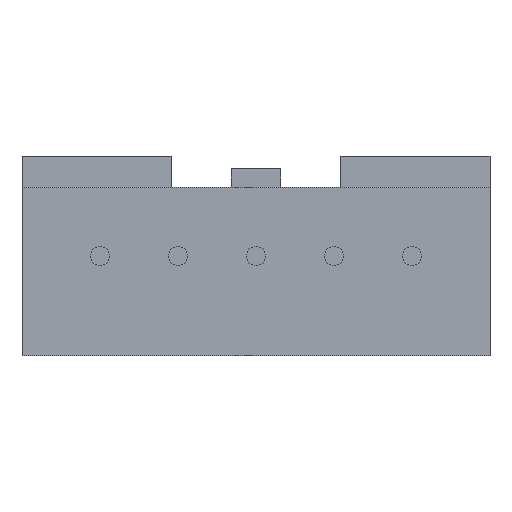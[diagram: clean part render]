
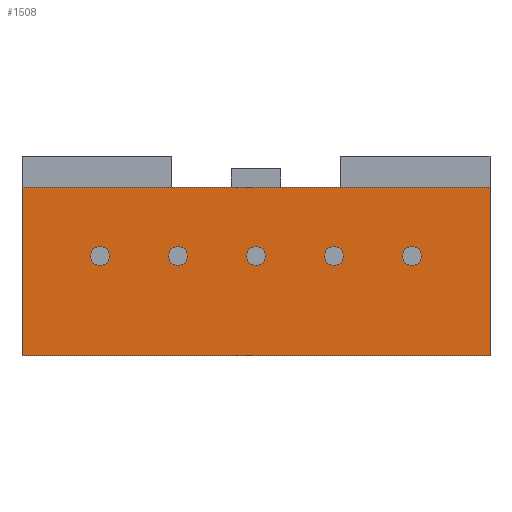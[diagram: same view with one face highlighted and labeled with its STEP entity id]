
A CAD part, front view. The second image highlights one B-rep face of the part: STEP entity #1508.
In plain terms, the highlighted planar face has unit normal (0, -1, 0).
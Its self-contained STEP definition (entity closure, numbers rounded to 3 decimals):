
#20 = VERTEX_POINT ( 'NONE', #999 ) ;
#27 = CARTESIAN_POINT ( 'NONE',  ( 0., 0., -0.3 ) ) ;
#44 = CARTESIAN_POINT ( 'NONE',  ( -5., 0., 0. ) ) ;
#74 = EDGE_LOOP ( 'NONE', ( #556, #1822 ) ) ;
#97 = FACE_BOUND ( 'NONE', #1879, .T. ) ;
#111 = DIRECTION ( 'NONE',  ( 0., 0., 1. ) ) ;
#125 = VERTEX_POINT ( 'NONE', #1767 ) ;
#126 = DIRECTION ( 'NONE',  ( -1., 0., 0. ) ) ;
#133 = VECTOR ( 'NONE', #1800, 1000. ) ;
#134 = CARTESIAN_POINT ( 'NONE',  ( -7.5, 0., 2.2 ) ) ;
#162 = DIRECTION ( 'NONE',  ( 0., 0., 1. ) ) ;
#180 = AXIS2_PLACEMENT_3D ( 'NONE', #2107, #1384, #111 ) ;
#279 = DIRECTION ( 'NONE',  ( 0., 0., 1. ) ) ;
#302 = PLANE ( 'NONE',  #938 ) ;
#361 = CARTESIAN_POINT ( 'NONE',  ( 2.5, 0., -0.3 ) ) ;
#387 = EDGE_CURVE ( 'NONE', #1360, #870, #1942, .T. ) ;
#428 = EDGE_CURVE ( 'NONE', #1360, #646, #887, .T. ) ;
#466 = FACE_BOUND ( 'NONE', #1183, .T. ) ;
#487 = ORIENTED_EDGE ( 'NONE', *, *, #1201, .F. ) ;
#500 = CARTESIAN_POINT ( 'NONE',  ( -5., 0., -0.3 ) ) ;
#503 = VERTEX_POINT ( 'NONE', #27 ) ;
#530 = VERTEX_POINT ( 'NONE', #2002 ) ;
#553 = CARTESIAN_POINT ( 'NONE',  ( 7.5, 0., 3.2 ) ) ;
#556 = ORIENTED_EDGE ( 'NONE', *, *, #1681, .F. ) ;
#597 = ORIENTED_EDGE ( 'NONE', *, *, #428, .F. ) ;
#598 = CARTESIAN_POINT ( 'NONE',  ( -7.5, 0., 3.2 ) ) ;
#616 = CARTESIAN_POINT ( 'NONE',  ( -2.5, 0., 0. ) ) ;
#617 = DIRECTION ( 'NONE',  ( 1., 0., 0. ) ) ;
#626 = VECTOR ( 'NONE', #1310, 1000. ) ;
#636 = DIRECTION ( 'NONE',  ( 0., -1., 0. ) ) ;
#646 = VERTEX_POINT ( 'NONE', #1534 ) ;
#651 = VERTEX_POINT ( 'NONE', #1164 ) ;
#666 = FACE_BOUND ( 'NONE', #1729, .T. ) ;
#677 = CARTESIAN_POINT ( 'NONE',  ( 2.5, 0., 0. ) ) ;
#680 = CARTESIAN_POINT ( 'NONE',  ( 5., 0., 0. ) ) ;
#695 = ORIENTED_EDGE ( 'NONE', *, *, #1000, .T. ) ;
#710 = AXIS2_PLACEMENT_3D ( 'NONE', #1656, #1139, #2029 ) ;
#740 = EDGE_CURVE ( 'NONE', #1832, #2142, #846, .T. ) ;
#750 = EDGE_CURVE ( 'NONE', #1259, #530, #1258, .T. ) ;
#782 = CIRCLE ( 'NONE', #1081, 0.3 ) ;
#810 = EDGE_CURVE ( 'NONE', #1290, #646, #1721, .T. ) ;
#811 = DIRECTION ( 'NONE',  ( 0., 0., 1. ) ) ;
#818 = AXIS2_PLACEMENT_3D ( 'NONE', #616, #1883, #811 ) ;
#819 = AXIS2_PLACEMENT_3D ( 'NONE', #2114, #1775, #1583 ) ;
#824 = EDGE_CURVE ( 'NONE', #1922, #503, #884, .T. ) ;
#846 = CIRCLE ( 'NONE', #2200, 0.3 ) ;
#849 = CIRCLE ( 'NONE', #2049, 0.3 ) ;
#870 = VERTEX_POINT ( 'NONE', #134 ) ;
#884 = CIRCLE ( 'NONE', #180, 0.3 ) ;
#887 = LINE ( 'NONE', #553, #133 ) ;
#934 = AXIS2_PLACEMENT_3D ( 'NONE', #44, #1995, #1126 ) ;
#938 = AXIS2_PLACEMENT_3D ( 'NONE', #1018, #1172, #617 ) ;
#945 = LINE ( 'NONE', #598, #626 ) ;
#962 = VECTOR ( 'NONE', #126, 1000. ) ;
#984 = FACE_BOUND ( 'NONE', #1590, .T. ) ;
#999 = CARTESIAN_POINT ( 'NONE',  ( -2.5, 0., 0.3 ) ) ;
#1000 = EDGE_CURVE ( 'NONE', #870, #1290, #945, .T. ) ;
#1018 = CARTESIAN_POINT ( 'NONE',  ( -7.5, 0., 3.2 ) ) ;
#1039 = DIRECTION ( 'NONE',  ( 0., -1., 0. ) ) ;
#1081 = AXIS2_PLACEMENT_3D ( 'NONE', #1162, #1382, #279 ) ;
#1116 = EDGE_CURVE ( 'NONE', #530, #1259, #849, .T. ) ;
#1126 = DIRECTION ( 'NONE',  ( 0., 0., 1. ) ) ;
#1139 = DIRECTION ( 'NONE',  ( 0., -1., 0. ) ) ;
#1160 = ORIENTED_EDGE ( 'NONE', *, *, #1116, .F. ) ;
#1162 = CARTESIAN_POINT ( 'NONE',  ( -2.5, 0., 0. ) ) ;
#1164 = CARTESIAN_POINT ( 'NONE',  ( 2.5, 0., 0.3 ) ) ;
#1172 = DIRECTION ( 'NONE',  ( 0., 1., 0. ) ) ;
#1183 = EDGE_LOOP ( 'NONE', ( #1160, #2032 ) ) ;
#1200 = DIRECTION ( 'NONE',  ( 0., -1., 0. ) ) ;
#1201 = EDGE_CURVE ( 'NONE', #2142, #1832, #2207, .T. ) ;
#1211 = EDGE_LOOP ( 'NONE', ( #597, #2203, #695, #1573 ) ) ;
#1258 = CIRCLE ( 'NONE', #2315, 0.3 ) ;
#1259 = VERTEX_POINT ( 'NONE', #2263 ) ;
#1290 = VERTEX_POINT ( 'NONE', #1619 ) ;
#1293 = ORIENTED_EDGE ( 'NONE', *, *, #740, .F. ) ;
#1296 = CARTESIAN_POINT ( 'NONE',  ( 7.5, 0., 2.2 ) ) ;
#1310 = DIRECTION ( 'NONE',  ( 0., 0., -1. ) ) ;
#1337 = ORIENTED_EDGE ( 'NONE', *, *, #824, .F. ) ;
#1356 = DIRECTION ( 'NONE',  ( 0., 0., 1. ) ) ;
#1360 = VERTEX_POINT ( 'NONE', #1296 ) ;
#1373 = EDGE_CURVE ( 'NONE', #1761, #651, #1868, .T. ) ;
#1382 = DIRECTION ( 'NONE',  ( 0., -1., 0. ) ) ;
#1384 = DIRECTION ( 'NONE',  ( 0., -1., 0. ) ) ;
#1388 = CARTESIAN_POINT ( 'NONE',  ( -5., 0., 0.3 ) ) ;
#1389 = CIRCLE ( 'NONE', #818, 0.3 ) ;
#1430 = CIRCLE ( 'NONE', #1579, 0.3 ) ;
#1483 = ORIENTED_EDGE ( 'NONE', *, *, #1734, .F. ) ;
#1508 = ADVANCED_FACE ( 'NONE', ( #97, #984, #466, #666, #2072, #1701 ), #302, .F. ) ;
#1534 = CARTESIAN_POINT ( 'NONE',  ( 7.5, 0., -3.2 ) ) ;
#1572 = DIRECTION ( 'NONE',  ( 1., 0., 0. ) ) ;
#1573 = ORIENTED_EDGE ( 'NONE', *, *, #810, .T. ) ;
#1579 = AXIS2_PLACEMENT_3D ( 'NONE', #677, #2139, #162 ) ;
#1583 = DIRECTION ( 'NONE',  ( 0., 0., 1. ) ) ;
#1590 = EDGE_LOOP ( 'NONE', ( #1483, #1337 ) ) ;
#1619 = CARTESIAN_POINT ( 'NONE',  ( -7.5, 0., -3.2 ) ) ;
#1656 = CARTESIAN_POINT ( 'NONE',  ( 2.5, 0., 0. ) ) ;
#1681 = EDGE_CURVE ( 'NONE', #125, #20, #782, .T. ) ;
#1695 = EDGE_CURVE ( 'NONE', #20, #125, #1389, .T. ) ;
#1701 = FACE_OUTER_BOUND ( 'NONE', #1211, .T. ) ;
#1721 = LINE ( 'NONE', #2271, #1829 ) ;
#1729 = EDGE_LOOP ( 'NONE', ( #1756, #1782 ) ) ;
#1734 = EDGE_CURVE ( 'NONE', #503, #1922, #1807, .T. ) ;
#1756 = ORIENTED_EDGE ( 'NONE', *, *, #1373, .F. ) ;
#1761 = VERTEX_POINT ( 'NONE', #361 ) ;
#1767 = CARTESIAN_POINT ( 'NONE',  ( -2.5, 0., -0.3 ) ) ;
#1775 = DIRECTION ( 'NONE',  ( 0., -1., 0. ) ) ;
#1776 = DIRECTION ( 'NONE',  ( 0., 0., 1. ) ) ;
#1782 = ORIENTED_EDGE ( 'NONE', *, *, #1824, .F. ) ;
#1800 = DIRECTION ( 'NONE',  ( 0., 0., -1. ) ) ;
#1807 = CIRCLE ( 'NONE', #819, 0.3 ) ;
#1822 = ORIENTED_EDGE ( 'NONE', *, *, #1695, .F. ) ;
#1824 = EDGE_CURVE ( 'NONE', #651, #1761, #1430, .T. ) ;
#1829 = VECTOR ( 'NONE', #1572, 1000. ) ;
#1832 = VERTEX_POINT ( 'NONE', #500 ) ;
#1868 = CIRCLE ( 'NONE', #710, 0.3 ) ;
#1879 = EDGE_LOOP ( 'NONE', ( #1293, #487 ) ) ;
#1883 = DIRECTION ( 'NONE',  ( 0., -1., 0. ) ) ;
#1907 = DIRECTION ( 'NONE',  ( 0., 0., 1. ) ) ;
#1922 = VERTEX_POINT ( 'NONE', #1956 ) ;
#1942 = LINE ( 'NONE', #2110, #962 ) ;
#1956 = CARTESIAN_POINT ( 'NONE',  ( 0., 0., 0.3 ) ) ;
#1995 = DIRECTION ( 'NONE',  ( 0., -1., 0. ) ) ;
#2002 = CARTESIAN_POINT ( 'NONE',  ( 5., 0., -0.3 ) ) ;
#2029 = DIRECTION ( 'NONE',  ( 0., 0., 1. ) ) ;
#2032 = ORIENTED_EDGE ( 'NONE', *, *, #750, .F. ) ;
#2049 = AXIS2_PLACEMENT_3D ( 'NONE', #2267, #636, #1356 ) ;
#2072 = FACE_BOUND ( 'NONE', #74, .T. ) ;
#2107 = CARTESIAN_POINT ( 'NONE',  ( 0., 0., 0. ) ) ;
#2110 = CARTESIAN_POINT ( 'NONE',  ( -2.7, 0., 2.2 ) ) ;
#2114 = CARTESIAN_POINT ( 'NONE',  ( 0., 0., 0. ) ) ;
#2139 = DIRECTION ( 'NONE',  ( 0., -1., 0. ) ) ;
#2142 = VERTEX_POINT ( 'NONE', #1388 ) ;
#2200 = AXIS2_PLACEMENT_3D ( 'NONE', #2286, #1200, #1907 ) ;
#2203 = ORIENTED_EDGE ( 'NONE', *, *, #387, .T. ) ;
#2207 = CIRCLE ( 'NONE', #934, 0.3 ) ;
#2263 = CARTESIAN_POINT ( 'NONE',  ( 5., 0., 0.3 ) ) ;
#2267 = CARTESIAN_POINT ( 'NONE',  ( 5., 0., 0. ) ) ;
#2271 = CARTESIAN_POINT ( 'NONE',  ( -7.5, 0., -3.2 ) ) ;
#2286 = CARTESIAN_POINT ( 'NONE',  ( -5., 0., 0. ) ) ;
#2315 = AXIS2_PLACEMENT_3D ( 'NONE', #680, #1039, #1776 ) ;
